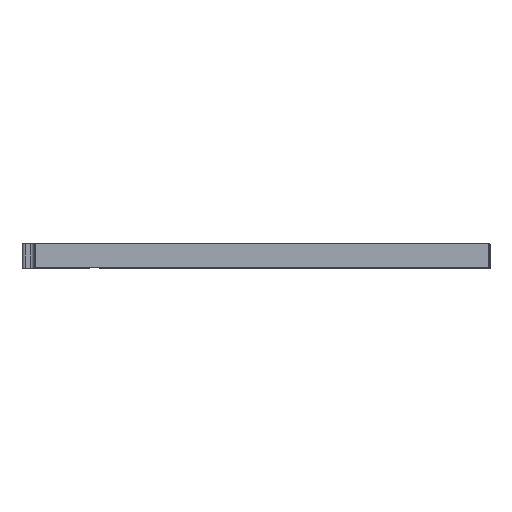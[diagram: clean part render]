
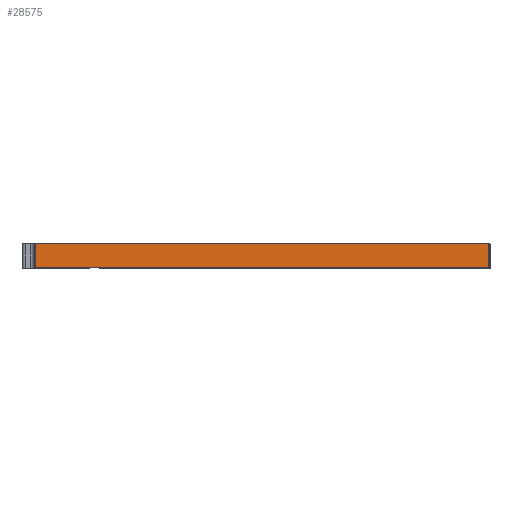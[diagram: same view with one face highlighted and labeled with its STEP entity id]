
A CAD part, top view. The second image highlights one B-rep face of the part: STEP entity #28575.
In plain terms, the highlighted planar face has unit normal (0, 0, 1).
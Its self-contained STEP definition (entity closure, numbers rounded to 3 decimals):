
#150 = EDGE_CURVE ( 'NONE', #7485, #4746, #22647, .T. ) ;
#1417 = CARTESIAN_POINT ( 'NONE',  ( -179.713, 4., 0. ) ) ;
#4746 = VERTEX_POINT ( 'NONE', #28464 ) ;
#7249 = DIRECTION ( 'NONE',  ( -1., 0., 0. ) ) ;
#7485 = VERTEX_POINT ( 'NONE', #1417 ) ;
#8446 = EDGE_CURVE ( 'NONE', #7485, #23368, #11692, .T. ) ;
#10230 = CARTESIAN_POINT ( 'NONE',  ( -0.5, 4., 0. ) ) ;
#10491 = EDGE_LOOP ( 'NONE', ( #31822, #26259, #19349, #12825 ) ) ;
#11305 = VECTOR ( 'NONE', #21950, 1000. ) ;
#11692 = LINE ( 'NONE', #11855, #13354 ) ;
#11855 = CARTESIAN_POINT ( 'NONE',  ( -180.213, 4., 0. ) ) ;
#12825 = ORIENTED_EDGE ( 'NONE', *, *, #150, .T. ) ;
#13354 = VECTOR ( 'NONE', #16906, 1000. ) ;
#13771 = VERTEX_POINT ( 'NONE', #31760 ) ;
#14916 = CARTESIAN_POINT ( 'NONE',  ( -179.713, 4., 0. ) ) ;
#15088 = DIRECTION ( 'NONE',  ( 0., -1., 0. ) ) ;
#16906 = DIRECTION ( 'NONE',  ( 1., 0., 0. ) ) ;
#17173 = FACE_OUTER_BOUND ( 'NONE', #10491, .T. ) ;
#19098 = LINE ( 'NONE', #24647, #11305 ) ;
#19349 = ORIENTED_EDGE ( 'NONE', *, *, #8446, .F. ) ;
#19984 = DIRECTION ( 'NONE',  ( 0., 1., 0. ) ) ;
#21950 = DIRECTION ( 'NONE',  ( -1., 0., 0. ) ) ;
#22647 = LINE ( 'NONE', #14916, #32649 ) ;
#23368 = VERTEX_POINT ( 'NONE', #28367 ) ;
#24133 = VECTOR ( 'NONE', #19984, 1000. ) ;
#24647 = CARTESIAN_POINT ( 'NONE',  ( -180.213, -5.5, 0. ) ) ;
#26259 = ORIENTED_EDGE ( 'NONE', *, *, #31391, .T. ) ;
#27418 = PLANE ( 'NONE',  #28239 ) ;
#28076 = DIRECTION ( 'NONE',  ( 0., 0., -1. ) ) ;
#28239 = AXIS2_PLACEMENT_3D ( 'NONE', #32625, #28076, #7249 ) ;
#28367 = CARTESIAN_POINT ( 'NONE',  ( -0.5, 4., 0. ) ) ;
#28464 = CARTESIAN_POINT ( 'NONE',  ( -179.713, -5.5, 0. ) ) ;
#28575 = ADVANCED_FACE ( 'NONE', ( #17173 ), #27418, .F. ) ;
#30419 = LINE ( 'NONE', #10230, #24133 ) ;
#31391 = EDGE_CURVE ( 'NONE', #13771, #23368, #30419, .T. ) ;
#31760 = CARTESIAN_POINT ( 'NONE',  ( -0.5, -5.5, 0. ) ) ;
#31822 = ORIENTED_EDGE ( 'NONE', *, *, #32440, .F. ) ;
#32440 = EDGE_CURVE ( 'NONE', #13771, #4746, #19098, .T. ) ;
#32625 = CARTESIAN_POINT ( 'NONE',  ( -180.213, 4., 0. ) ) ;
#32649 = VECTOR ( 'NONE', #15088, 1000. ) ;
